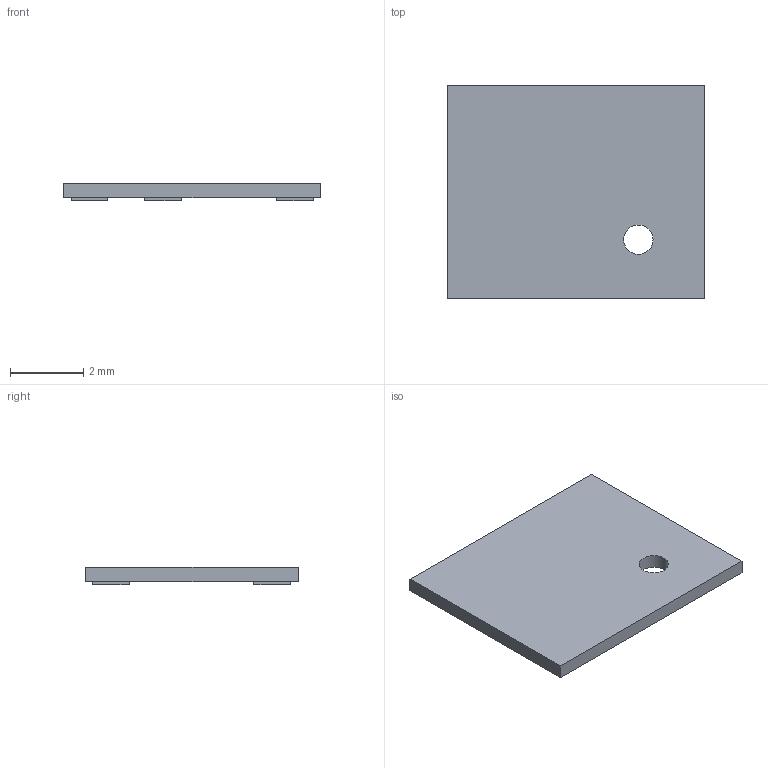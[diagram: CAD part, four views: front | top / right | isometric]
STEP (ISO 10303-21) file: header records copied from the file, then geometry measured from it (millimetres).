
FILE_DESCRIPTION (( 'STEP AP203' ), '1' );
FILE_NAME ('SR4G008_Sinica.STEP', '2015-12-16T05:33:59', ( '' ), ( '' ), 'SwSTEP 2.0', 'SolidWorks 2015', '' );
FILE_SCHEMA (( 'CONFIG_CONTROL_DESIGN' ));
Length unit declared in the file: millimetre
Products named in the file (5): pads; SR4G008_Sinica; ant part with text and hole
Assembly tree (2 placements, depth 2):
  pads
  SR4G008_Sinica
    ant part with text and hole
    pads
  ant part with text and hole
Bounding box: 7 x 5.8 x 0.47 mm (x, y, z)
Volume: 16.3 mm3; surface area: 105.6 mm2
Topology: 7 solids, 7 shells, 44 faces, 90 edges, 60 vertices
Faces by surface type: plane 42, cylinder 2
Entity records: 1589 total; most frequent: CARTESIAN_POINT 200, DIRECTION 194, ORIENTED_EDGE 180, EDGE_CURVE 90, VECTOR 86, LINE 86, VERTEX_POINT 60, AXIS2_PLACEMENT_3D 54
